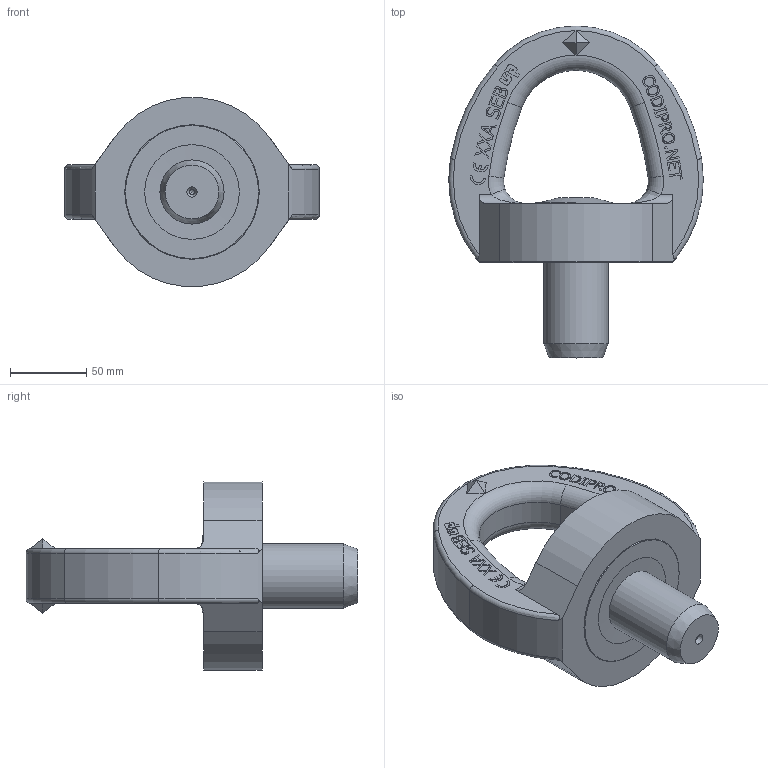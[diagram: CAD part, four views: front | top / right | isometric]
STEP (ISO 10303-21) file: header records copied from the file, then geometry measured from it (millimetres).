
FILE_DESCRIPTION(/* description */ (''),/* implementation_level */ '2;1');
FILE_NAME(/* name */ 'SEB M42 UP.stp',/* time_stamp */ '2017-09-21T16:06:06+02:00',/* author */ ('rklenes'),/* organization */ (''),/* preprocessor_version */ 'ST-DEVELOPER v16.5',/* originating_system */ 'Autodesk Inventor 2017',/* authorisation */ '');
FILE_SCHEMA (('AUTOMOTIVE_DESIGN { 1 0 10303 214 3 1 1 }'));
Length unit declared in the file: millimetre
Products named in the file (4): SEB M42 UP; SEM_4bis2; SEE_M42A; SEA_M42X91_UP
Assembly tree (3 placements, depth 2):
  SEB M42 UP
    SEM_4bis2
    SEE_M42A
    SEA_M42X91_UP
Bounding box: 166.71 x 217.3 x 123.54 mm (x, y, z)
Volume: 892936.3 mm3; surface area: 116046.1 mm2
Topology: 3 solids, 3 shells, 648 faces, 1716 edges, 1119 vertices
Faces by surface type: plane 381, bspline 160, cylinder 42, cone 41, torus 24
Full cylindrical faces by diameter (mm): 3.15 x1, 42 x4, 42.2 x1, 56 x3, 68 x2, 88 x2
Entity records: 21797 total; most frequent: CARTESIAN_POINT 6997, ORIENTED_EDGE 3346, DIRECTION 2477, EDGE_CURVE 1673, VERTEX_POINT 1114, LINE 951, VECTOR 951, AXIS2_PLACEMENT_3D 763
